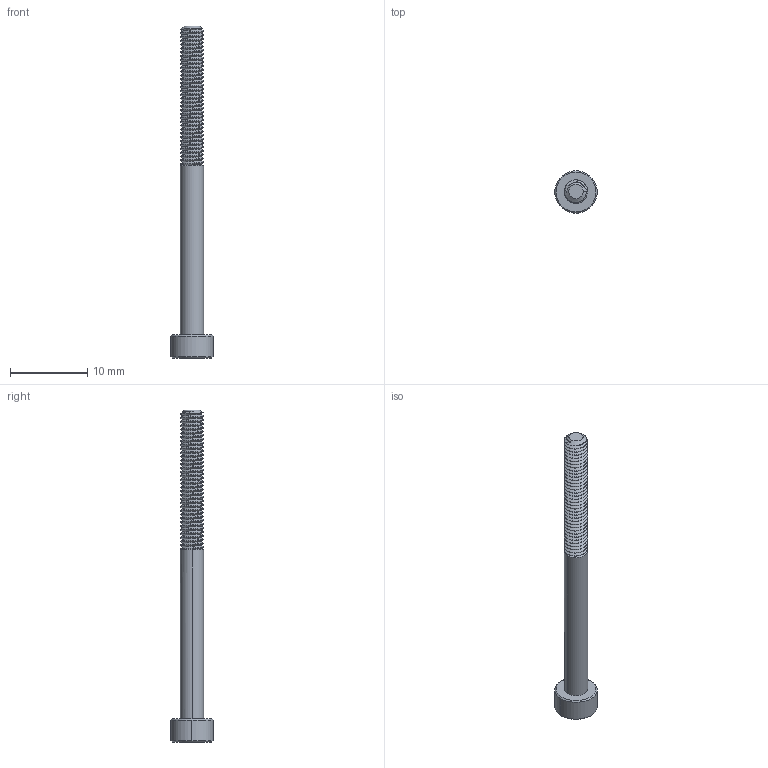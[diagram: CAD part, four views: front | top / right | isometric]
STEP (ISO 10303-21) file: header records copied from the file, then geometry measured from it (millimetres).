
FILE_DESCRIPTION (( 'STEP AP203' ), '1' );
FILE_NAME ('M3X40.STEP', '2019-12-23T20:35:00', ( '' ), ( '' ), 'SwSTEP 2.0', 'SolidWorks 2018', '' );
FILE_SCHEMA (( 'CONFIG_CONTROL_DESIGN' ));
Length unit declared in the file: millimetre
Products named in the file (1): M3X40
Bounding box: 5.5 x 5.5 x 43 mm (x, y, z)
Volume: 317.4 mm3; surface area: 580.1 mm2
Topology: 1 solids, 1 shells, 177 faces, 499 edges, 326 vertices
Faces by surface type: cylinder 148, cone 17, plane 10, bspline 2
Entity records: 11156 total; most frequent: CARTESIAN_POINT 7384, ORIENTED_EDGE 998, DIRECTION 575, EDGE_CURVE 499, VERTEX_POINT 326, AXIS2_PLACEMENT_3D 203, EDGE_LOOP 179, ADVANCED_FACE 177
